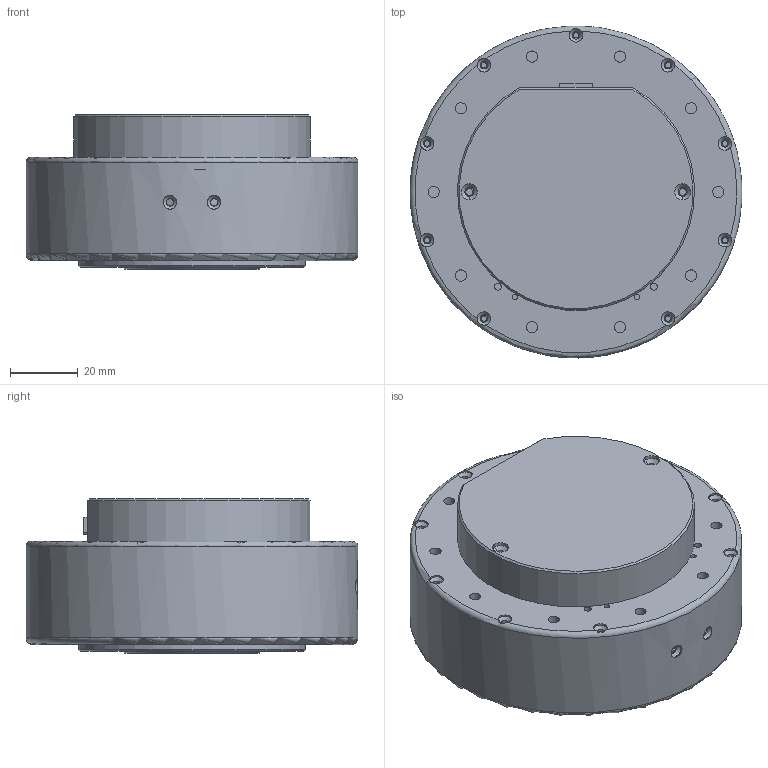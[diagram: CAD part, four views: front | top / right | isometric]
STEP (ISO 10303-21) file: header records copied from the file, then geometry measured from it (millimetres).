
FILE_DESCRIPTION(/* description */ (''),/* implementation_level */ '2;1');
FILE_NAME(/* name */ 'X8-H.stp',/* time_stamp */ '2022-01-12T20:23:36+08:00',/* author */ (''),/* organization */ (''),/* preprocessor_version */ 'ST-DEVELOPER v16.7',/* originating_system */ 'SIEMENS PLM Software NX 12.0',/* authorisation */ '');
FILE_SCHEMA (('AUTOMOTIVE_DESIGN { 1 0 10303 214 3 1 1 1 }'));
Length unit declared in the file: millimetre
Products named in the file (1): Admi4198E520ljiw
Bounding box: 98 x 97.96 x 45.5 mm (x, y, z)
Volume: 95947.8 mm3; surface area: 76801 mm2
Topology: 8 solids, 8 shells, 1123 faces, 2821 edges, 1765 vertices
Faces by surface type: plane 524, cylinder 436, torus 56, cone 53, bspline 34, sphere 20
Full cylindrical faces by diameter (mm): 1.5 x3, 1.6 x4, 1.65 x4, 2.05 x8, 2.2 x15, 2.6 x6, 3 x1, 3.3 x12, 4 x9, 6 x1, 10 x1, 12 x2, 16 x1, 28 x1, 40 x1, 42 x1, 47 x1, 67 x1, 98 x1
Entity records: 38918 total; most frequent: CARTESIAN_POINT 7120, DIRECTION 5788, ORIENTED_EDGE 5376, EDGE_CURVE 2688, AXIS2_PLACEMENT_3D 2135, VERTEX_POINT 1740, LINE 1518, VECTOR 1518
